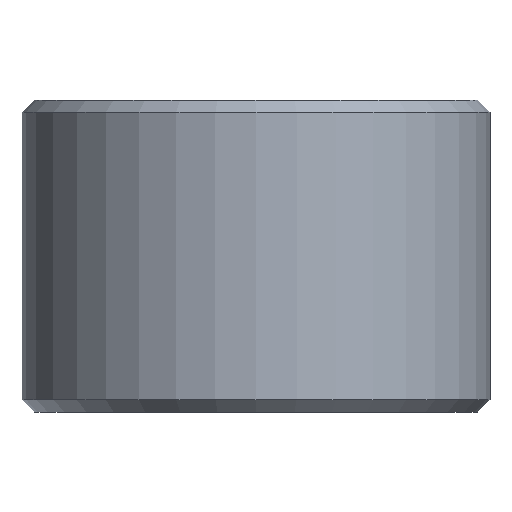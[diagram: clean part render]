
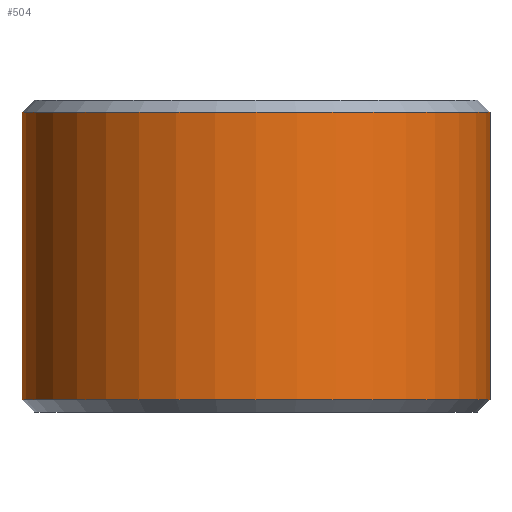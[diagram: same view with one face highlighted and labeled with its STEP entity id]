
A CAD part, front view. The second image highlights one B-rep face of the part: STEP entity #504.
In plain terms, the highlighted cylindrical face has radius 9.525 mm (diameter 19.05 mm), a full revolution.
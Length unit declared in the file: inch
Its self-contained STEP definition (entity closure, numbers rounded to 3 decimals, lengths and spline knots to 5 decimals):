
#166=CARTESIAN_POINT('',(0.375,0.,0.02));
#167=VERTEX_POINT('',#166);
#168=CARTESIAN_POINT('',(0.0,0.0,0.02));
#169=DIRECTION('',(0.0,0.0,-1.0));
#170=DIRECTION('',(-1.0,0.0,0.0));
#171=AXIS2_PLACEMENT_3D('',#168,#169,#170);
#172=CIRCLE('',#171,0.375);
#173=EDGE_CURVE('',#167,#167,#172,.T.);
#183=CARTESIAN_POINT('',(0.375,0.,0.48));
#184=VERTEX_POINT('',#183);
#185=CARTESIAN_POINT('',(0.0,0.0,0.48));
#186=DIRECTION('',(0.0,0.0,1.0));
#187=DIRECTION('',(-1.0,0.0,0.0));
#188=AXIS2_PLACEMENT_3D('',#185,#186,#187);
#189=CIRCLE('',#188,0.375);
#190=EDGE_CURVE('',#184,#184,#189,.T.);
#203=CARTESIAN_POINT('',(-0.04817,0.37189,0.36534));
#204=VERTEX_POINT('',#203);
#205=CARTESIAN_POINT('',(-0.04817,0.37189,0.13466));
#206=VERTEX_POINT('',#205);
#207=CARTESIAN_POINT('',(-0.04817,0.37189,0.36534));
#208=CARTESIAN_POINT('',(-0.06349,0.36991,0.35895));
#209=CARTESIAN_POINT('',(-0.0774,0.3671,0.34938));
#210=CARTESIAN_POINT('',(-0.09942,0.36176,0.32736));
#211=CARTESIAN_POINT('',(-0.10902,0.35887,0.31338));
#212=CARTESIAN_POINT('',(-0.12181,0.35473,0.28263));
#213=CARTESIAN_POINT('',(-0.125,0.35355,0.26583));
#214=CARTESIAN_POINT('',(-0.125,0.35355,0.23417));
#215=CARTESIAN_POINT('',(-0.12181,0.35473,0.21737));
#216=CARTESIAN_POINT('',(-0.10902,0.35887,0.18662));
#217=CARTESIAN_POINT('',(-0.09942,0.36176,0.17264));
#218=CARTESIAN_POINT('',(-0.0774,0.3671,0.15062));
#219=CARTESIAN_POINT('',(-0.06349,0.36991,0.14105));
#220=CARTESIAN_POINT('',(-0.04817,0.37189,0.13466));
#221=B_SPLINE_CURVE_WITH_KNOTS('',3,(#207,#208,#209,#210,#211,#212,#213,#214,#215,#216,#217,#218,#219,#220),.UNSPECIFIED.,.F.,.U.,(4,2,2,2,2,2,4),(0.23757,0.28487,0.33236,0.37985,0.42734,0.47483,0.52213),.UNSPECIFIED.);
#222=EDGE_CURVE('',#204,#206,#221,.T.);
#239=CARTESIAN_POINT('',(0.04817,0.37189,0.13466));
#240=VERTEX_POINT('',#239);
#241=CARTESIAN_POINT('',(0.04817,0.37189,0.36534));
#242=VERTEX_POINT('',#241);
#243=CARTESIAN_POINT('',(0.04817,0.37189,0.13466));
#244=CARTESIAN_POINT('',(0.06349,0.36991,0.14105));
#245=CARTESIAN_POINT('',(0.0774,0.3671,0.15062));
#246=CARTESIAN_POINT('',(0.09942,0.36176,0.17264));
#247=CARTESIAN_POINT('',(0.10902,0.35887,0.18662));
#248=CARTESIAN_POINT('',(0.12181,0.35473,0.21737));
#249=CARTESIAN_POINT('',(0.125,0.35355,0.23417));
#250=CARTESIAN_POINT('',(0.125,0.35355,0.25));
#251=CARTESIAN_POINT('',(0.125,0.35355,0.26583));
#252=CARTESIAN_POINT('',(0.12181,0.35473,0.28263));
#253=CARTESIAN_POINT('',(0.10902,0.35887,0.31338));
#254=CARTESIAN_POINT('',(0.09942,0.36176,0.32736));
#255=CARTESIAN_POINT('',(0.0774,0.3671,0.34938));
#256=CARTESIAN_POINT('',(0.06349,0.36991,0.35895));
#257=CARTESIAN_POINT('',(0.04817,0.37189,0.36534));
#258=B_SPLINE_CURVE_WITH_KNOTS('',3,(#243,#244,#245,#246,#247,#248,#249,#250,#251,#252,#253,#254,#255,#256,#257),.UNSPECIFIED.,.F.,.U.,(4,2,2,3,2,2,4),(-0.14228,-0.09498,-0.04749,0.0,0.04749,0.09498,0.14228),.UNSPECIFIED.);
#259=EDGE_CURVE('',#240,#242,#258,.T.);
#453=CARTESIAN_POINT('',(0.04817,0.37189,0.36534));
#454=CARTESIAN_POINT('',(0.04733,0.372,0.36582));
#455=CARTESIAN_POINT('',(0.04647,0.37211,0.36628));
#456=CARTESIAN_POINT('',(0.03138,0.37396,0.37416));
#457=CARTESIAN_POINT('',(0.0154,0.375,0.37811));
#458=CARTESIAN_POINT('',(-0.0154,0.375,0.37811));
#459=CARTESIAN_POINT('',(-0.03138,0.37396,0.37416));
#460=CARTESIAN_POINT('',(-0.04647,0.37211,0.36628));
#461=CARTESIAN_POINT('',(-0.04733,0.372,0.36582));
#462=CARTESIAN_POINT('',(-0.04817,0.37189,0.36534));
#463=B_SPLINE_CURVE_WITH_KNOTS('',3,(#453,#454,#455,#456,#457,#458,#459,#460,#461,#462),.UNSPECIFIED.,.F.,.U.,(4,2,2,2,4),(0.49596,0.49875,0.54494,0.59113,0.59392),.UNSPECIFIED.);
#464=EDGE_CURVE('',#242,#204,#463,.T.);
#467=CARTESIAN_POINT('',(-0.04817,0.37189,0.13466));
#468=CARTESIAN_POINT('',(-0.0478,0.37194,0.13445));
#469=CARTESIAN_POINT('',(-0.04743,0.37199,0.13424));
#470=CARTESIAN_POINT('',(-0.03247,0.37388,0.12613));
#471=CARTESIAN_POINT('',(-0.01597,0.375,0.12189));
#472=CARTESIAN_POINT('',(0.01597,0.375,0.12189));
#473=CARTESIAN_POINT('',(0.03247,0.37388,0.12613));
#474=CARTESIAN_POINT('',(0.04743,0.37199,0.13424));
#475=CARTESIAN_POINT('',(0.0478,0.37194,0.13445));
#476=CARTESIAN_POINT('',(0.04817,0.37189,0.13466));
#477=B_SPLINE_CURVE_WITH_KNOTS('',3,(#467,#468,#469,#470,#471,#472,#473,#474,#475,#476),.UNSPECIFIED.,.F.,.U.,(4,2,2,2,4),(0.13256,0.13379,0.18169,0.22958,0.23081),.UNSPECIFIED.);
#478=EDGE_CURVE('',#206,#240,#477,.T.);
#487=CARTESIAN_POINT('',(0.0,0.0,0.0365));
#488=DIRECTION('',(0.0,0.0,1.0));
#489=DIRECTION('',(1.0,0.0,0.0));
#490=AXIS2_PLACEMENT_3D('',#487,#488,#489);
#491=CYLINDRICAL_SURFACE('',#490,0.375);
#492=ORIENTED_EDGE('',*,*,#173,.F.);
#493=EDGE_LOOP('',(#492));
#494=FACE_OUTER_BOUND('',#493,.T.);
#495=ORIENTED_EDGE('',*,*,#190,.F.);
#496=EDGE_LOOP('',(#495));
#497=FACE_BOUND('',#496,.T.);
#498=ORIENTED_EDGE('',*,*,#478,.T.);
#499=ORIENTED_EDGE('',*,*,#259,.T.);
#500=ORIENTED_EDGE('',*,*,#464,.T.);
#501=ORIENTED_EDGE('',*,*,#222,.T.);
#502=EDGE_LOOP('',(#498,#499,#500,#501));
#503=FACE_BOUND('',#502,.T.);
#504=ADVANCED_FACE('',(#494,#497,#503),#491,.T.);
